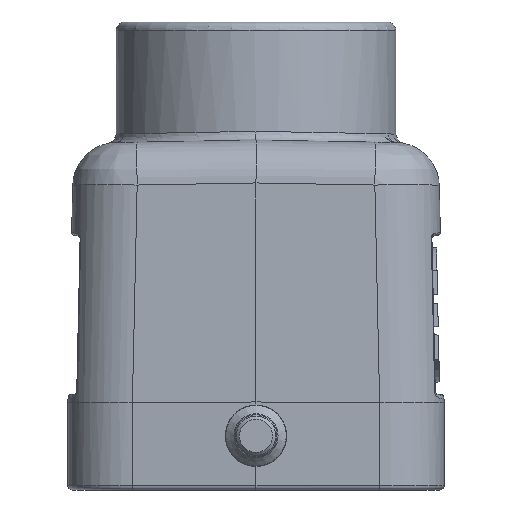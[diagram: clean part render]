
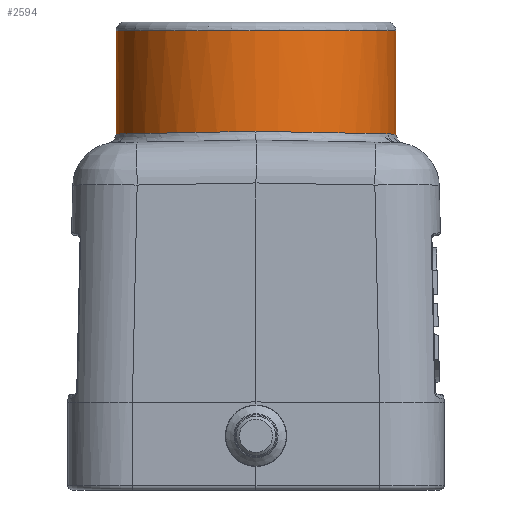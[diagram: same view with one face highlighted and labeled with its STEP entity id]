
A CAD part, left-side view. The second image highlights one B-rep face of the part: STEP entity #2594.
In plain terms, the highlighted cylindrical face has radius 16 mm (diameter 32 mm), a full revolution.
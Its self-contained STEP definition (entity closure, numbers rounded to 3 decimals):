
#2183=CYLINDRICAL_SURFACE('',#11261,16.);
#2263=FACE_BOUND('',#3395,.T.);
#2264=FACE_BOUND('',#3396,.T.);
#2447=ELLIPSE('',#11257,16.003,16.);
#2448=ELLIPSE('',#11258,16.003,16.);
#2449=ELLIPSE('',#11259,16.003,16.);
#2450=ELLIPSE('',#11260,16.003,16.);
#2594=ADVANCED_FACE('',(#2263,#2264),#2183,.T.);
#3395=EDGE_LOOP('',(#4409));
#3396=EDGE_LOOP('',(#4410,#4411,#4412,#4413,#4414,#4415));
#4409=ORIENTED_EDGE('',*,*,#6164,.T.);
#4410=ORIENTED_EDGE('',*,*,#6165,.T.);
#4411=ORIENTED_EDGE('',*,*,#6166,.T.);
#4412=ORIENTED_EDGE('',*,*,#6167,.T.);
#4413=ORIENTED_EDGE('',*,*,#6168,.T.);
#4414=ORIENTED_EDGE('',*,*,#6169,.T.);
#4415=ORIENTED_EDGE('',*,*,#6170,.T.);
#5537=VERTEX_POINT('',#17267);
#5538=VERTEX_POINT('',#17269);
#5539=VERTEX_POINT('',#17270);
#5540=VERTEX_POINT('',#17272);
#5541=VERTEX_POINT('',#17279);
#5542=VERTEX_POINT('',#17281);
#5543=VERTEX_POINT('',#17283);
#6164=EDGE_CURVE('',#5537,#5537,#6519,.T.);
#6165=EDGE_CURVE('',#5538,#5539,#2447,.T.);
#6166=EDGE_CURVE('',#5539,#5540,#2448,.T.);
#6167=EDGE_CURVE('',#5540,#5541,#7040,.T.);
#6168=EDGE_CURVE('',#5541,#5542,#2449,.T.);
#6169=EDGE_CURVE('',#5542,#5543,#2450,.T.);
#6170=EDGE_CURVE('',#5543,#5538,#7041,.T.);
#6519=CIRCLE('',#11256,16.);
#7040=B_SPLINE_CURVE_WITH_KNOTS('',3,(#17273,#17274,#17275,#17276,#17277,
#17278),.UNSPECIFIED.,.F.,.F.,(4,2,4),(0.,0.5,1.),.UNSPECIFIED.);
#7041=B_SPLINE_CURVE_WITH_KNOTS('',3,(#17284,#17285,#17286,#17287,#17288,
#17289),.UNSPECIFIED.,.F.,.F.,(4,2,4),(0.,0.5,1.),.UNSPECIFIED.);
#11256=AXIS2_PLACEMENT_3D('',#17266,#12453,#12454);
#11257=AXIS2_PLACEMENT_3D('',#17268,#12455,#12456);
#11258=AXIS2_PLACEMENT_3D('',#17271,#12457,#12458);
#11259=AXIS2_PLACEMENT_3D('',#17280,#12459,#12460);
#11260=AXIS2_PLACEMENT_3D('',#17282,#12461,#12462);
#11261=AXIS2_PLACEMENT_3D('',#17290,#12463,#12464);
#12453=DIRECTION('',(0.,0.,-1.));
#12454=DIRECTION('',(0.,1.,0.));
#12455=DIRECTION('',(0.,0.019,1.));
#12456=DIRECTION('',(0.,-1.,0.019));
#12457=DIRECTION('',(0.,-0.019,1.));
#12458=DIRECTION('',(0.,1.,0.019));
#12459=DIRECTION('',(0.,-0.019,1.));
#12460=DIRECTION('',(0.,1.,0.019));
#12461=DIRECTION('',(0.,0.019,1.));
#12462=DIRECTION('',(0.,-1.,0.019));
#12463=DIRECTION('',(0.,0.,1.));
#12464=DIRECTION('',(0.,-1.,0.));
#17266=CARTESIAN_POINT('',(0.,0.,43.35));
#17267=CARTESIAN_POINT('',(0.,16.,43.35));
#17268=CARTESIAN_POINT('',(0.,0.,31.85));
#17269=CARTESIAN_POINT('',(-5.243,15.117,31.57));
#17270=CARTESIAN_POINT('',(-16.,0.,31.85));
#17271=CARTESIAN_POINT('',(0.,0.,31.85));
#17272=CARTESIAN_POINT('',(-5.243,-15.117,31.57));
#17273=CARTESIAN_POINT('',(-5.243,-15.117,31.57));
#17274=CARTESIAN_POINT('',(-3.545,-15.706,31.559));
#17275=CARTESIAN_POINT('',(-1.798,-16.,31.479));
#17276=CARTESIAN_POINT('',(1.797,-16.,31.479));
#17277=CARTESIAN_POINT('',(3.545,-15.706,31.559));
#17278=CARTESIAN_POINT('',(5.243,-15.117,31.57));
#17279=CARTESIAN_POINT('',(5.243,-15.117,31.57));
#17280=CARTESIAN_POINT('',(0.,0.,31.85));
#17281=CARTESIAN_POINT('',(16.,0.,31.85));
#17282=CARTESIAN_POINT('',(0.,0.,31.85));
#17283=CARTESIAN_POINT('',(5.243,15.117,31.57));
#17284=CARTESIAN_POINT('',(5.243,15.117,31.57));
#17285=CARTESIAN_POINT('',(3.545,15.706,31.559));
#17286=CARTESIAN_POINT('',(1.798,16.,31.479));
#17287=CARTESIAN_POINT('',(-1.797,16.,31.479));
#17288=CARTESIAN_POINT('',(-3.545,15.706,31.559));
#17289=CARTESIAN_POINT('',(-5.243,15.117,31.57));
#17290=CARTESIAN_POINT('',(0.,0.,29.35));
